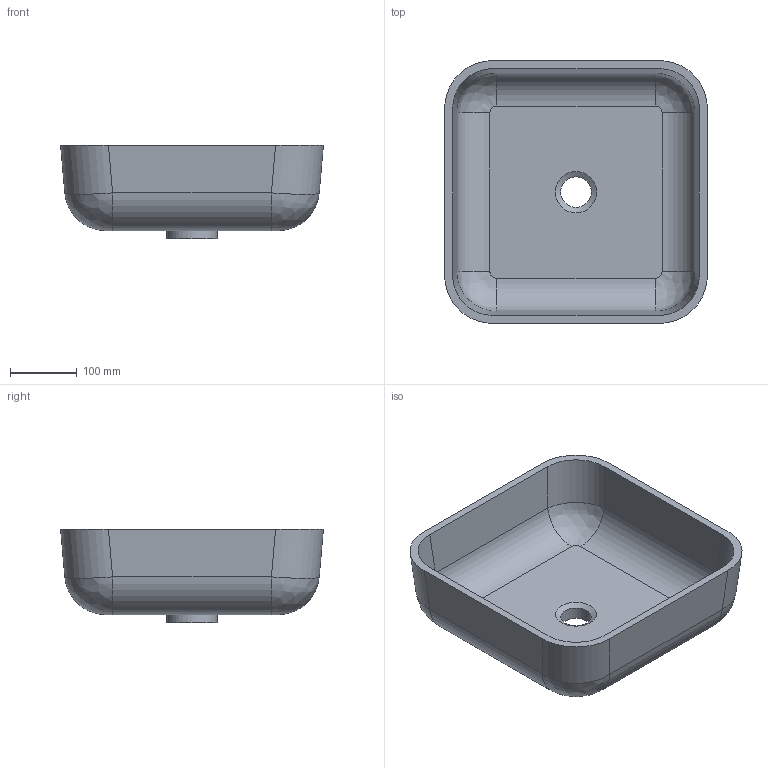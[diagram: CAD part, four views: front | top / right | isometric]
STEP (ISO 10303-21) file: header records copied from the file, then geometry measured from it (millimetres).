
FILE_DESCRIPTION(/* description */ (''),/* implementation_level */ '2;1');
FILE_NAME(/* name */ '751',/* time_stamp */ '2018-11-04T13:53:56+08:00',/* author */ (''),/* organization */ (''),/* preprocessor_version */ 'ST-DEVELOPER v9',/* originating_system */ 'UGS - NX 4.0',/* authorisation */ '');
FILE_SCHEMA (('CONFIG_CONTROL_DESIGN'));
Length unit declared in the file: millimetre
Products named in the file (1): Admi0F23gfp0
Bounding box: 394.09 x 394.09 x 140 mm (x, y, z)
Volume: 3228696.1 mm3; surface area: 556120.2 mm2
Topology: 1 solids, 1 shells, 39 faces, 89 edges, 54 vertices
Faces by surface type: cylinder 18, plane 12, bspline 8, cone 1
Full cylindrical faces by diameter (mm): 46 x1, 76 x1
Entity records: 1366 total; most frequent: CARTESIAN_POINT 410, DIRECTION 194, ORIENTED_EDGE 170, EDGE_CURVE 85, AXIS2_PLACEMENT_3D 77, VERTEX_POINT 53, EDGE_LOOP 46, LINE 40
